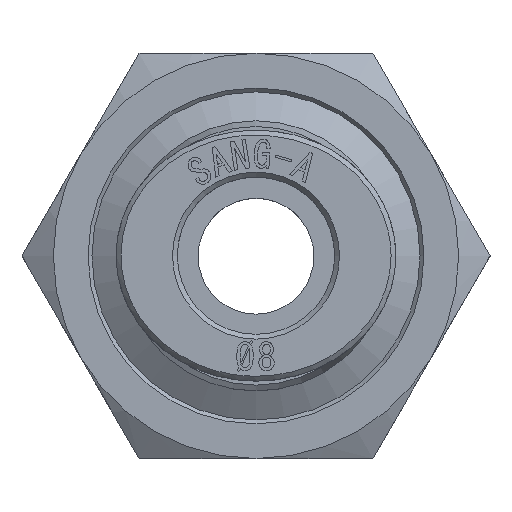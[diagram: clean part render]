
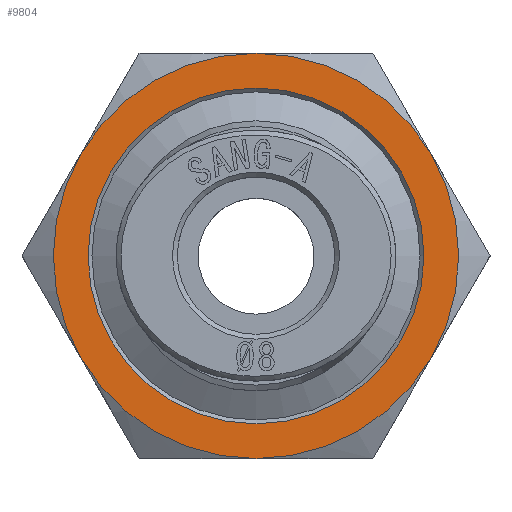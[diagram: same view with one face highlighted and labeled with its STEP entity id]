
A CAD part, top view. The second image highlights one B-rep face of the part: STEP entity #9804.
In plain terms, the highlighted planar face has unit normal (0, 0, 1).
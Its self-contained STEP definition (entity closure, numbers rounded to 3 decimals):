
#9728=CARTESIAN_POINT('',(8.7,0.,5.0));
#9729=VERTEX_POINT('',#9728);
#9730=CARTESIAN_POINT('',(0.0,0.0,5.0));
#9731=DIRECTION('',(0.0,0.0,1.0));
#9732=DIRECTION('',(-1.0,0.0,0.0));
#9733=AXIS2_PLACEMENT_3D('',#9730,#9731,#9732);
#9734=CIRCLE('',#9733,8.7);
#9735=EDGE_CURVE('',#9729,#9729,#9734,.T.);
#9740=CARTESIAN_POINT('',(0.0,0.,5.0));
#9741=DIRECTION('',(0.0,0.0,1.0));
#9742=DIRECTION('',(1.0,0.0,0.0));
#9743=AXIS2_PLACEMENT_3D('',#9740,#9741,#9742);
#9744=PLANE('',#9743);
#9745=CARTESIAN_POINT('',(9.093,-5.25,5.0));
#9746=VERTEX_POINT('',#9745);
#9747=CARTESIAN_POINT('',(9.093,5.25,5.0));
#9748=VERTEX_POINT('',#9747);
#9749=CARTESIAN_POINT('',(0.0,0.0,5.0));
#9750=DIRECTION('',(0.0,0.0,1.0));
#9751=DIRECTION('',(-1.0,0.0,0.0));
#9752=AXIS2_PLACEMENT_3D('',#9749,#9750,#9751);
#9753=CIRCLE('',#9752,10.5);
#9754=EDGE_CURVE('',#9746,#9748,#9753,.T.);
#9755=ORIENTED_EDGE('',*,*,#9754,.T.);
#9756=CARTESIAN_POINT('',(0.,10.5,5.0));
#9757=VERTEX_POINT('',#9756);
#9758=CARTESIAN_POINT('',(0.0,0.0,5.0));
#9759=DIRECTION('',(0.0,0.0,1.0));
#9760=DIRECTION('',(-1.0,0.0,0.0));
#9761=AXIS2_PLACEMENT_3D('',#9758,#9759,#9760);
#9762=CIRCLE('',#9761,10.5);
#9763=EDGE_CURVE('',#9748,#9757,#9762,.T.);
#9764=ORIENTED_EDGE('',*,*,#9763,.T.);
#9765=CARTESIAN_POINT('',(-9.093,5.25,5.0));
#9766=VERTEX_POINT('',#9765);
#9767=CARTESIAN_POINT('',(0.0,0.0,5.0));
#9768=DIRECTION('',(0.0,0.0,1.0));
#9769=DIRECTION('',(-1.0,0.0,0.0));
#9770=AXIS2_PLACEMENT_3D('',#9767,#9768,#9769);
#9771=CIRCLE('',#9770,10.5);
#9772=EDGE_CURVE('',#9757,#9766,#9771,.T.);
#9773=ORIENTED_EDGE('',*,*,#9772,.T.);
#9774=CARTESIAN_POINT('',(-9.093,-5.25,5.0));
#9775=VERTEX_POINT('',#9774);
#9776=CARTESIAN_POINT('',(0.0,0.0,5.0));
#9777=DIRECTION('',(0.0,0.0,1.0));
#9778=DIRECTION('',(-1.0,0.0,0.0));
#9779=AXIS2_PLACEMENT_3D('',#9776,#9777,#9778);
#9780=CIRCLE('',#9779,10.5);
#9781=EDGE_CURVE('',#9766,#9775,#9780,.T.);
#9782=ORIENTED_EDGE('',*,*,#9781,.T.);
#9783=CARTESIAN_POINT('',(0.0,-10.5,5.0));
#9784=VERTEX_POINT('',#9783);
#9785=CARTESIAN_POINT('',(0.0,0.0,5.0));
#9786=DIRECTION('',(0.0,0.0,1.0));
#9787=DIRECTION('',(-1.0,0.0,0.0));
#9788=AXIS2_PLACEMENT_3D('',#9785,#9786,#9787);
#9789=CIRCLE('',#9788,10.5);
#9790=EDGE_CURVE('',#9775,#9784,#9789,.T.);
#9791=ORIENTED_EDGE('',*,*,#9790,.T.);
#9792=CARTESIAN_POINT('',(0.0,0.0,5.0));
#9793=DIRECTION('',(0.0,0.0,1.0));
#9794=DIRECTION('',(-1.0,0.0,0.0));
#9795=AXIS2_PLACEMENT_3D('',#9792,#9793,#9794);
#9796=CIRCLE('',#9795,10.5);
#9797=EDGE_CURVE('',#9784,#9746,#9796,.T.);
#9798=ORIENTED_EDGE('',*,*,#9797,.T.);
#9799=EDGE_LOOP('',(#9755,#9764,#9773,#9782,#9791,#9798));
#9800=FACE_OUTER_BOUND('',#9799,.T.);
#9801=ORIENTED_EDGE('',*,*,#9735,.F.);
#9802=EDGE_LOOP('',(#9801));
#9803=FACE_BOUND('',#9802,.T.);
#9804=ADVANCED_FACE('',(#9800,#9803),#9744,.T.);
